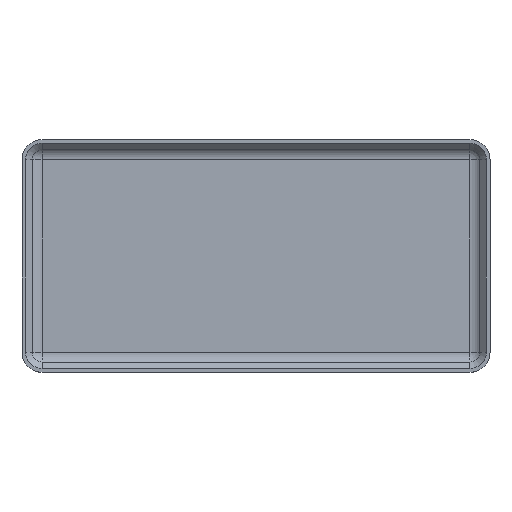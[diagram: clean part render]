
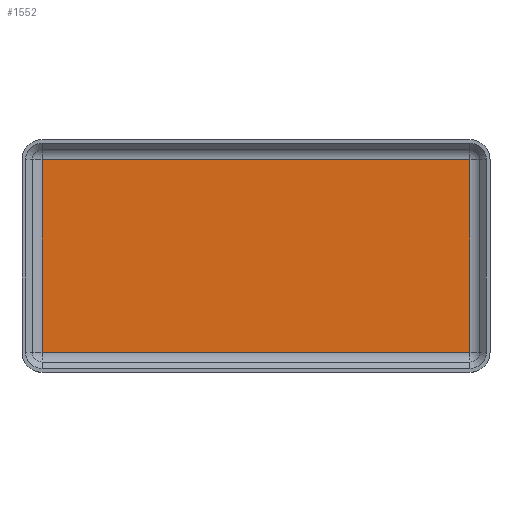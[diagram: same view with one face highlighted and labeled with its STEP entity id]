
A CAD part, top view. The second image highlights one B-rep face of the part: STEP entity #1552.
In plain terms, the highlighted planar face has unit normal (0, 0, 1).
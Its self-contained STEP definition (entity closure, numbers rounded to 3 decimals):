
#226=FACE_OUTER_BOUND('',#329,.T.);
#329=EDGE_LOOP('',(#1360,#1361,#1362,#1363));
#472=LINE('',#2615,#621);
#474=LINE('',#2623,#623);
#476=LINE('',#2631,#625);
#478=LINE('',#2638,#627);
#621=VECTOR('',#2141,10.);
#623=VECTOR('',#2149,10.);
#625=VECTOR('',#2157,10.);
#627=VECTOR('',#2165,10.);
#749=VERTEX_POINT('',#2611);
#751=VERTEX_POINT('',#2614);
#753=VERTEX_POINT('',#2620);
#756=VERTEX_POINT('',#2628);
#945=EDGE_CURVE('',#751,#749,#472,.T.);
#949=EDGE_CURVE('',#749,#753,#474,.T.);
#953=EDGE_CURVE('',#753,#756,#476,.T.);
#957=EDGE_CURVE('',#756,#751,#478,.T.);
#1360=ORIENTED_EDGE('',*,*,#945,.T.);
#1361=ORIENTED_EDGE('',*,*,#949,.T.);
#1362=ORIENTED_EDGE('',*,*,#953,.T.);
#1363=ORIENTED_EDGE('',*,*,#957,.T.);
#1456=PLANE('',#1733);
#1552=ADVANCED_FACE('',(#226),#1456,.F.);
#1733=AXIS2_PLACEMENT_3D('',#2659,#2198,#2199);
#2141=DIRECTION('',(0.,-1.,0.));
#2149=DIRECTION('',(1.,0.,0.));
#2157=DIRECTION('',(0.,1.,0.));
#2165=DIRECTION('',(-1.,0.,0.));
#2198=DIRECTION('center_axis',(0.,0.,-1.));
#2199=DIRECTION('ref_axis',(-1.,0.,0.));
#2611=CARTESIAN_POINT('',(3.75,3.75,1.));
#2614=CARTESIAN_POINT('',(3.75,39.75,1.));
#2615=CARTESIAN_POINT('',(3.75,11.475,1.));
#2620=CARTESIAN_POINT('',(83.75,3.75,1.));
#2623=CARTESIAN_POINT('',(65.025,3.75,1.));
#2628=CARTESIAN_POINT('',(83.75,39.75,1.));
#2631=CARTESIAN_POINT('',(83.75,32.025,1.));
#2638=CARTESIAN_POINT('',(22.475,39.75,1.));
#2659=CARTESIAN_POINT('Origin',(43.75,21.75,1.));
